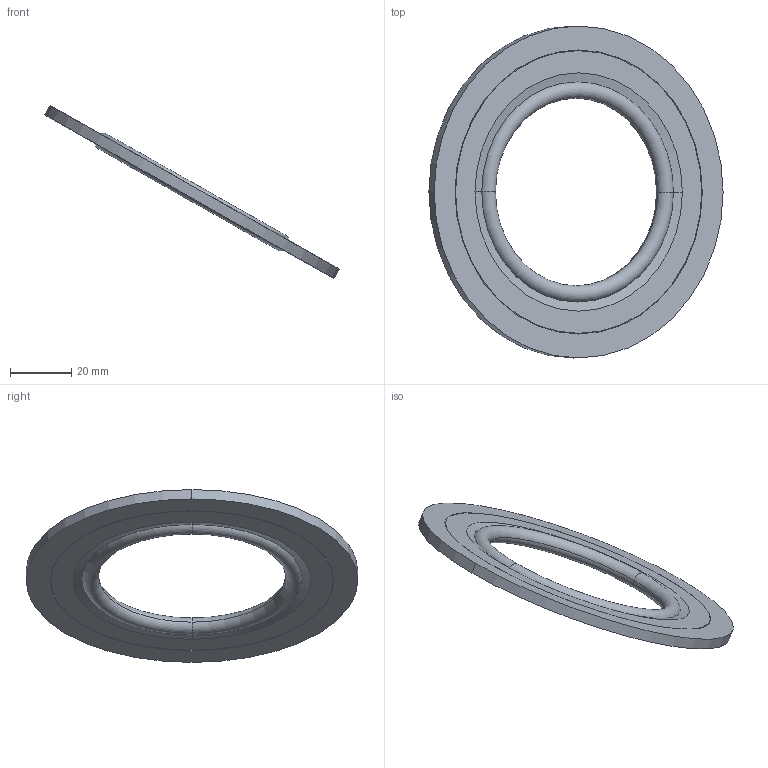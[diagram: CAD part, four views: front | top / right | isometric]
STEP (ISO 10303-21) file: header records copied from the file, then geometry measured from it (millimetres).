
FILE_DESCRIPTION(('CoCreate Modeling STEP Export'),'2;1');
FILE_NAME('s25.stp','2011-05-24T10:55:54',(''),(''),'CoCreate Modeling STEP processor for AP214 (Solid Model)','CoCreate Modeling 18.0P1120 20-Nov-2010 (C) Parametric Technology GmbH','');
FILE_SCHEMA(('AUTOMOTIVE_DESIGN { 1 0 10303 214 1 1 1 1 }'));
Length unit declared in the file: millimetre
Products named in the file (2): 711_GASKET_G-ST-PKN_2-300.PRT
Assembly tree (1 placements, depth 2):
  711_GASKET_G-ST-PKN_2-300.PRT
    711_GASKET_G-ST-PKN_2-300.PRT
Bounding box: 95.72 x 108 x 56.23 mm (x, y, z)
Volume: 22213.7 mm3; surface area: 16091.3 mm2
Topology: 1 solids, 1 shells, 24 faces, 48 edges, 30 vertices
Faces by surface type: cylinder 10, plane 6, cone 4, torus 4
Entity records: 804 total; most frequent: DIRECTION 104, ORIENTED_EDGE 96, CARTESIAN_POINT 89, EDGE_CURVE 48, AXIS2_PLACEMENT_3D 45, VERTEX_POINT 30, EDGE_LOOP 30, COLOUR_RGB 25
